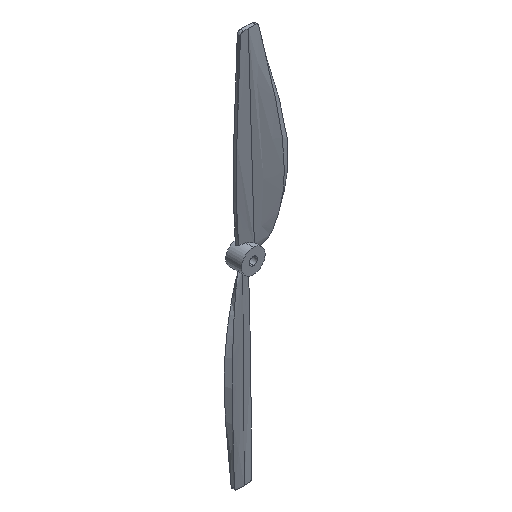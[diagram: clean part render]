
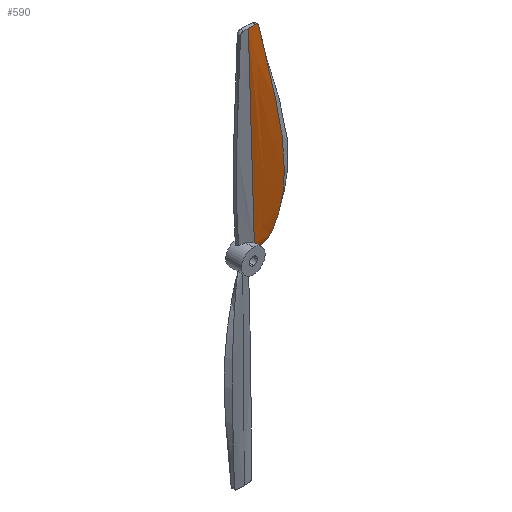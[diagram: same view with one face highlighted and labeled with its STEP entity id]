
A CAD part, isometric view. The second image highlights one B-rep face of the part: STEP entity #590.
In plain terms, the highlighted free-form (B-spline) face has degree [3, 3] with [4, 5] control points.
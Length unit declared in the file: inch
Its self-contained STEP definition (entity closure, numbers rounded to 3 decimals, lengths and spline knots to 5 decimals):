
#2 = CARTESIAN_POINT ( 'NONE',  ( 0.18594, 0.15272, 0.25012 ) ) ;
#5 = EDGE_LOOP ( 'NONE', ( #616, #538, #333, #939, #1099 ) ) ;
#48 = CARTESIAN_POINT ( 'NONE',  ( 0.18412, 0.15379, 0.46645 ) ) ;
#53 = CARTESIAN_POINT ( 'NONE',  ( 0.38095, 0.21771, 6.18674 ) ) ;
#89 = B_SPLINE_SURFACE_WITH_KNOTS ( 'NONE', 3, 3, ( 
 ( #1273, #1651, #1530, #881, #225 ),
 ( #1318, #1169, #1309, #143, #663 ),
 ( #1580, #408, #264, #133, #936 ),
 ( #510, #1444, #153, #2, #501 ) ),
 .UNSPECIFIED., .F., .F., .F.,
 ( 4, 4 ),
 ( 4, 1, 4 ),
 ( 0., 1. ),
 ( 0., 0.86489, 1. ),
 .UNSPECIFIED. ) ;
#108 = B_SPLINE_CURVE_WITH_KNOTS ( 'NONE', 3,
 ( #915, #526, #776, #243, #1306, #922, #1183, #1287, #1432, #1568, #625, #1440 ),
 .UNSPECIFIED., .F., .F.,
 ( 4, 2, 2, 2, 2, 4 ),
 ( 0., 0.00154, 0.00309, 0.00386, 0.00463, 0.00617 ),
 .UNSPECIFIED. ) ;
#133 = CARTESIAN_POINT ( 'NONE',  ( 0.28369, 0.11773, 0.2484 ) ) ;
#142 = VECTOR ( 'NONE', #1209, 39.37008 ) ;
#143 = CARTESIAN_POINT ( 'NONE',  ( 0.38143, 0.08275, 0.24669 ) ) ;
#151 = EDGE_CURVE ( 'NONE', #638, #978, #1015, .T. ) ;
#153 = CARTESIAN_POINT ( 'NONE',  ( 0.17202, 0.16093, 2.06354 ) ) ;
#195 = CARTESIAN_POINT ( 'NONE',  ( 0.34871, 0.22246, 6.2292 ) ) ;
#202 = CARTESIAN_POINT ( 'NONE',  ( 0.36188, 0.22112, 6.21691 ) ) ;
#219 = EDGE_CURVE ( 'NONE', #638, #297, #700, .T. ) ;
#225 = CARTESIAN_POINT ( 'NONE',  ( 0.18126, 0.25629, 0. ) ) ;
#243 = CARTESIAN_POINT ( 'NONE',  ( 0.30289, 0.12619, 0.22203 ) ) ;
#244 = EDGE_CURVE ( 'NONE', #443, #1445, #832, .T. ) ;
#264 = CARTESIAN_POINT ( 'NONE',  ( 0.50041, -0.02771, 2.06916 ) ) ;
#270 = CARTESIAN_POINT ( 'NONE',  ( 0.34217, 0.14403, 0.15345 ) ) ;
#297 = VERTEX_POINT ( 'NONE', #1275 ) ;
#315 = CARTESIAN_POINT ( 'NONE',  ( 1.13304, -0.38707, 2.12091 ) ) ;
#333 = ORIENTED_EDGE ( 'NONE', *, *, #219, .F. ) ;
#383 = CARTESIAN_POINT ( 'NONE',  ( 0.06428, 0.22452, 6.25 ) ) ;
#408 = CARTESIAN_POINT ( 'NONE',  ( 0.27475, 0.14136, 4.41507 ) ) ;
#414 = CARTESIAN_POINT ( 'NONE',  ( 0.06428, 0.22452, 6.25 ) ) ;
#443 = VERTEX_POINT ( 'NONE', #270 ) ;
#461 = CARTESIAN_POINT ( 'NONE',  ( 0.31126, 0.22429, 6.2473 ) ) ;
#501 = CARTESIAN_POINT ( 'NONE',  ( 0.18126, 0.15548, 0. ) ) ;
#510 = CARTESIAN_POINT ( 'NONE',  ( 0.06428, 0.22452, 6.25 ) ) ;
#526 = CARTESIAN_POINT ( 'NONE',  ( 0.33455, 0.13514, 0.17043 ) ) ;
#538 = ORIENTED_EDGE ( 'NONE', *, *, #1583, .T. ) ;
#557 = CARTESIAN_POINT ( 'NONE',  ( 0.18411, 0.1538, 0.3267 ) ) ;
#564 = CARTESIAN_POINT ( 'NONE',  ( 0.317, 0.22414, 6.24571 ) ) ;
#571 = CARTESIAN_POINT ( 'NONE',  ( 0.18411, 0.1538, 0.3267 ) ) ;
#585 = CARTESIAN_POINT ( 'NONE',  ( 0.62299, 0.01505, 4.34855 ) ) ;
#590 = ADVANCED_FACE ( 'NONE', ( #1277 ), #89, .T. ) ;
#591 = CARTESIAN_POINT ( 'NONE',  ( 0.32821, 0.22373, 6.24149 ) ) ;
#616 = ORIENTED_EDGE ( 'NONE', *, *, #244, .T. ) ;
#625 = CARTESIAN_POINT ( 'NONE',  ( 0.20116, 0.14796, 0.31708 ) ) ;
#638 = VERTEX_POINT ( 'NONE', #383 ) ;
#663 = CARTESIAN_POINT ( 'NONE',  ( 0.18126, 0.22269, 0. ) ) ;
#700 = LINE ( 'NONE', #1355, #142 ) ;
#703 = CARTESIAN_POINT ( 'NONE',  ( 0.16823, 0.16317, 2.20269 ) ) ;
#759 = B_SPLINE_CURVE_WITH_KNOTS ( 'NONE', 3,
 ( #1525, #1118, #53, #1388, #1090, #202, #1361, #195, #1232, #1380, #591, #564, #461, #1370, #848, #1615 ),
 .UNSPECIFIED., .F., .F.,
 ( 4, 2, 2, 2, 2, 2, 2, 4 ),
 ( 0., 0.00091, 0.00136, 0.00182, 0.00227, 0.00273, 0.00318, 0.00363 ),
 .UNSPECIFIED. ) ;
#776 = CARTESIAN_POINT ( 'NONE',  ( 0.32518, 0.13045, 0.18787 ) ) ;
#832 = B_SPLINE_CURVE_WITH_KNOTS ( 'NONE', 3,
 ( #1617, #1487, #315, #585, #1508 ),
 .UNSPECIFIED., .F., .F.,
 ( 4, 1, 4 ),
 ( 0.02813, 0.13511, 0.98645 ),
 .UNSPECIFIED. ) ;
#848 = CARTESIAN_POINT ( 'NONE',  ( 0.29344, 0.22452, 6.25 ) ) ;
#881 = CARTESIAN_POINT ( 'NONE',  ( 0.47918, 0.04777, 0.24498 ) ) ;
#883 = EDGE_CURVE ( 'NONE', #443, #978, #108, .T. ) ;
#915 = CARTESIAN_POINT ( 'NONE',  ( 0.34217, 0.14403, 0.15345 ) ) ;
#922 = CARTESIAN_POINT ( 'NONE',  ( 0.27, 0.12962, 0.26044 ) ) ;
#936 = CARTESIAN_POINT ( 'NONE',  ( 0.18126, 0.18908, 0. ) ) ;
#939 = ORIENTED_EDGE ( 'NONE', *, *, #151, .T. ) ;
#945 = CARTESIAN_POINT ( 'NONE',  ( 0.10795, 0.19875, 4.41678 ) ) ;
#978 = VERTEX_POINT ( 'NONE', #557 ) ;
#1015 = B_SPLINE_CURVE_WITH_KNOTS ( 'NONE', 3,
 ( #414, #945, #703, #48, #571 ),
 .UNSPECIFIED., .F., .F.,
 ( 4, 1, 4 ),
 ( 0., 0.86489, 0.94087 ),
 .UNSPECIFIED. ) ;
#1090 = CARTESIAN_POINT ( 'NONE',  ( 0.36925, 0.22008, 6.20759 ) ) ;
#1099 = ORIENTED_EDGE ( 'NONE', *, *, #883, .F. ) ;
#1118 = CARTESIAN_POINT ( 'NONE',  ( 0.38459, 0.21641, 6.17538 ) ) ;
#1169 = CARTESIAN_POINT ( 'NONE',  ( 0.44155, 0.08398, 4.41336 ) ) ;
#1183 = CARTESIAN_POINT ( 'NONE',  ( 0.26282, 0.13099, 0.26767 ) ) ;
#1209 = DIRECTION ( 'NONE',  ( 1., 0., 0. ) ) ;
#1232 = CARTESIAN_POINT ( 'NONE',  ( 0.3439, 0.22283, 6.23271 ) ) ;
#1273 = CARTESIAN_POINT ( 'NONE',  ( 0.375, 0.22452, 6.25 ) ) ;
#1275 = CARTESIAN_POINT ( 'NONE',  ( 0.2874, 0.22452, 6.25 ) ) ;
#1277 = FACE_OUTER_BOUND ( 'NONE', #5, .T. ) ;
#1287 = CARTESIAN_POINT ( 'NONE',  ( 0.24814, 0.13431, 0.28134 ) ) ;
#1306 = CARTESIAN_POINT ( 'NONE',  ( 0.29049, 0.12668, 0.23802 ) ) ;
#1309 = CARTESIAN_POINT ( 'NONE',  ( 0.8288, -0.21636, 2.07478 ) ) ;
#1318 = CARTESIAN_POINT ( 'NONE',  ( 0.27143, 0.22452, 6.25 ) ) ;
#1355 = CARTESIAN_POINT ( 'NONE',  ( -0.18126, 0.22452, 6.25 ) ) ;
#1361 = CARTESIAN_POINT ( 'NONE',  ( 0.35772, 0.2216, 6.22129 ) ) ;
#1370 = CARTESIAN_POINT ( 'NONE',  ( 0.29949, 0.22448, 6.24945 ) ) ;
#1380 = CARTESIAN_POINT ( 'NONE',  ( 0.33368, 0.22347, 6.23885 ) ) ;
#1388 = CARTESIAN_POINT ( 'NONE',  ( 0.3725, 0.21951, 6.20262 ) ) ;
#1432 = CARTESIAN_POINT ( 'NONE',  ( 0.24061, 0.13625, 0.2878 ) ) ;
#1440 = CARTESIAN_POINT ( 'NONE',  ( 0.18411, 0.1538, 0.3267 ) ) ;
#1444 = CARTESIAN_POINT ( 'NONE',  ( 0.10795, 0.19875, 4.41678 ) ) ;
#1445 = VERTEX_POINT ( 'NONE', #1631 ) ;
#1487 = CARTESIAN_POINT ( 'NONE',  ( 0.51635, 0.023, 0.34863 ) ) ;
#1508 = CARTESIAN_POINT ( 'NONE',  ( 0.38614, 0.21509, 6.16346 ) ) ;
#1525 = CARTESIAN_POINT ( 'NONE',  ( 0.38614, 0.21509, 6.16346 ) ) ;
#1530 = CARTESIAN_POINT ( 'NONE',  ( 1.1572, -0.40501, 2.0804 ) ) ;
#1568 = CARTESIAN_POINT ( 'NONE',  ( 0.21741, 0.14274, 0.30618 ) ) ;
#1580 = CARTESIAN_POINT ( 'NONE',  ( 0.16786, 0.22452, 6.25 ) ) ;
#1583 = EDGE_CURVE ( 'NONE', #1445, #297, #759, .T. ) ;
#1615 = CARTESIAN_POINT ( 'NONE',  ( 0.2874, 0.22452, 6.25 ) ) ;
#1617 = CARTESIAN_POINT ( 'NONE',  ( 0.34217, 0.14403, 0.15345 ) ) ;
#1631 = CARTESIAN_POINT ( 'NONE',  ( 0.38614, 0.21509, 6.16346 ) ) ;
#1651 = CARTESIAN_POINT ( 'NONE',  ( 0.60834, 0.02659, 4.41165 ) ) ;
